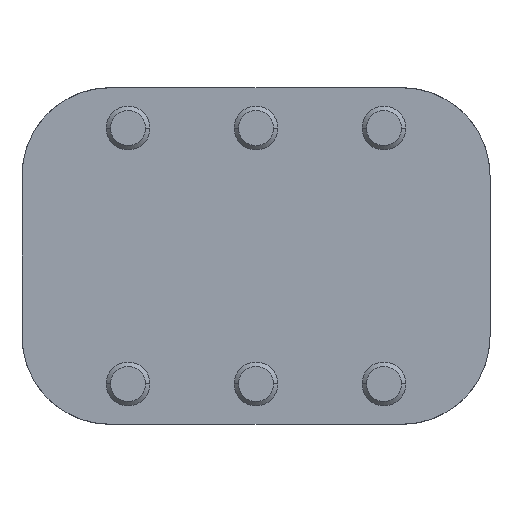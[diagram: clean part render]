
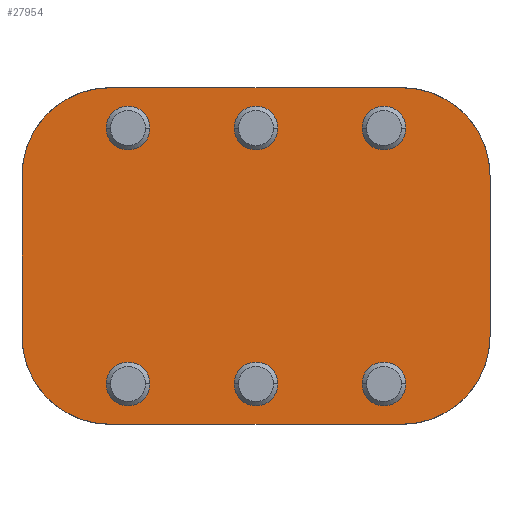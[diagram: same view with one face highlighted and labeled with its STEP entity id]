
A CAD part, front view. The second image highlights one B-rep face of the part: STEP entity #27954.
In plain terms, the highlighted planar face has unit normal (0, -1, 0).
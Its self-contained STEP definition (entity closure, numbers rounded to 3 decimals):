
#119=CARTESIAN_POINT('',(87.5,-100.,-87.5));
#120=DIRECTION('',(0.,1.,0.));
#121=DIRECTION('',(1.,0.,0.));
#122=AXIS2_PLACEMENT_3D('',#119,#120,#121);
#124=CARTESIAN_POINT('',(87.5,-100.,-87.5));
#125=DIRECTION('',(0.,1.,0.));
#126=DIRECTION('',(-1.,0.,0.));
#127=AXIS2_PLACEMENT_3D('',#124,#125,#126);
#129=CARTESIAN_POINT('',(0.,-100.,-87.5));
#130=DIRECTION('',(0.,1.,0.));
#131=DIRECTION('',(1.,0.,0.));
#132=AXIS2_PLACEMENT_3D('',#129,#130,#131);
#134=CARTESIAN_POINT('',(0.,-100.,-87.5));
#135=DIRECTION('',(0.,1.,0.));
#136=DIRECTION('',(-1.,0.,0.));
#137=AXIS2_PLACEMENT_3D('',#134,#135,#136);
#139=CARTESIAN_POINT('',(-87.5,-100.,-87.5));
#140=DIRECTION('',(0.,1.,0.));
#141=DIRECTION('',(1.,0.,0.));
#142=AXIS2_PLACEMENT_3D('',#139,#140,#141);
#144=CARTESIAN_POINT('',(-87.5,-100.,-87.5));
#145=DIRECTION('',(0.,1.,0.));
#146=DIRECTION('',(-1.,0.,0.));
#147=AXIS2_PLACEMENT_3D('',#144,#145,#146);
#149=CARTESIAN_POINT('',(-87.5,-100.,87.5));
#150=DIRECTION('',(0.,-1.,0.));
#151=DIRECTION('',(1.,0.,0.));
#152=AXIS2_PLACEMENT_3D('',#149,#150,#151);
#154=CARTESIAN_POINT('',(-87.5,-100.,87.5));
#155=DIRECTION('',(0.,-1.,0.));
#156=DIRECTION('',(-1.,0.,0.));
#157=AXIS2_PLACEMENT_3D('',#154,#155,#156);
#159=CARTESIAN_POINT('',(0.,-100.,87.5));
#160=DIRECTION('',(0.,-1.,0.));
#161=DIRECTION('',(1.,0.,0.));
#162=AXIS2_PLACEMENT_3D('',#159,#160,#161);
#164=CARTESIAN_POINT('',(0.,-100.,87.5));
#165=DIRECTION('',(0.,-1.,0.));
#166=DIRECTION('',(-1.,0.,0.));
#167=AXIS2_PLACEMENT_3D('',#164,#165,#166);
#169=CARTESIAN_POINT('',(87.5,-100.,87.5));
#170=DIRECTION('',(0.,-1.,0.));
#171=DIRECTION('',(1.,0.,0.));
#172=AXIS2_PLACEMENT_3D('',#169,#170,#171);
#174=CARTESIAN_POINT('',(87.5,-100.,87.5));
#175=DIRECTION('',(0.,-1.,0.));
#176=DIRECTION('',(-1.,0.,0.));
#177=AXIS2_PLACEMENT_3D('',#174,#175,#176);
#179=CARTESIAN_POINT('',(100.,-100.,-55.));
#180=DIRECTION('',(0.,1.,0.));
#181=DIRECTION('',(1.,0.,0.));
#182=AXIS2_PLACEMENT_3D('',#179,#180,#181);
#184=DIRECTION('',(1.,0.,0.));
#185=VECTOR('',#184,200.);
#186=CARTESIAN_POINT('',(-100.,-100.,-115.));
#187=LINE('',#186,#185);
#188=CARTESIAN_POINT('',(-100.,-100.,-55.));
#189=DIRECTION('',(0.,-1.,0.));
#190=DIRECTION('',(-1.,0.,0.));
#191=AXIS2_PLACEMENT_3D('',#188,#189,#190);
#193=CARTESIAN_POINT('',(-100.,-100.,55.));
#194=DIRECTION('',(0.,1.,0.));
#195=DIRECTION('',(-1.,0.,0.));
#196=AXIS2_PLACEMENT_3D('',#193,#194,#195);
#198=DIRECTION('',(1.,0.,0.));
#199=VECTOR('',#198,200.);
#200=CARTESIAN_POINT('',(-100.,-100.,115.));
#201=LINE('',#200,#199);
#202=CARTESIAN_POINT('',(100.,-100.,55.));
#203=DIRECTION('',(0.,-1.,0.));
#204=DIRECTION('',(1.,0.,0.));
#205=AXIS2_PLACEMENT_3D('',#202,#203,#204);
#435=DIRECTION('',(0.,0.,1.));
#436=VECTOR('',#435,110.);
#437=CARTESIAN_POINT('',(160.,-100.,-55.));
#438=LINE('',#437,#436);
#2977=DIRECTION('',(0.,0.,-1.));
#2978=VECTOR('',#2977,110.);
#2979=CARTESIAN_POINT('',(-160.,-100.,55.));
#2980=LINE('',#2979,#2978);
#24569=CARTESIAN_POINT('',(-72.5,-100.,87.5));
#24570=CARTESIAN_POINT('',(-102.5,-100.,87.5));
#24571=VERTEX_POINT('',#24569);
#24572=VERTEX_POINT('',#24570);
#24573=CARTESIAN_POINT('',(15.,-100.,87.5));
#24574=CARTESIAN_POINT('',(-15.,-100.,87.5));
#24575=VERTEX_POINT('',#24573);
#24576=VERTEX_POINT('',#24574);
#24577=CARTESIAN_POINT('',(102.5,-100.,87.5));
#24578=CARTESIAN_POINT('',(72.5,-100.,87.5));
#24579=VERTEX_POINT('',#24577);
#24580=VERTEX_POINT('',#24578);
#27087=CARTESIAN_POINT('',(-72.5,-100.,-87.5));
#27088=CARTESIAN_POINT('',(-102.5,-100.,-87.5));
#27089=VERTEX_POINT('',#27087);
#27090=VERTEX_POINT('',#27088);
#27091=CARTESIAN_POINT('',(15.,-100.,-87.5));
#27092=CARTESIAN_POINT('',(-15.,-100.,-87.5));
#27093=VERTEX_POINT('',#27091);
#27094=VERTEX_POINT('',#27092);
#27095=CARTESIAN_POINT('',(102.5,-100.,-87.5));
#27096=CARTESIAN_POINT('',(72.5,-100.,-87.5));
#27097=VERTEX_POINT('',#27095);
#27098=VERTEX_POINT('',#27096);
#27191=CARTESIAN_POINT('',(160.,-100.,55.));
#27193=VERTEX_POINT('',#27191);
#27195=CARTESIAN_POINT('',(100.,-100.,115.));
#27196=VERTEX_POINT('',#27195);
#27197=CARTESIAN_POINT('',(-160.,-100.,55.));
#27199=VERTEX_POINT('',#27197);
#27201=CARTESIAN_POINT('',(-100.,-100.,115.));
#27202=VERTEX_POINT('',#27201);
#27287=CARTESIAN_POINT('',(160.,-100.,-55.));
#27289=VERTEX_POINT('',#27287);
#27291=CARTESIAN_POINT('',(100.,-100.,-115.));
#27292=VERTEX_POINT('',#27291);
#27309=CARTESIAN_POINT('',(-160.,-100.,-55.));
#27311=VERTEX_POINT('',#27309);
#27313=CARTESIAN_POINT('',(-100.,-100.,-115.));
#27314=VERTEX_POINT('',#27313);
#27897=CARTESIAN_POINT('',(0.,-100.,0.));
#27898=DIRECTION('',(0.,-1.,0.));
#27899=DIRECTION('',(1.,0.,0.));
#27900=AXIS2_PLACEMENT_3D('',#27897,#27898,#27899);
#27901=PLANE('',#27900);
#27903=ORIENTED_EDGE('',*,*,#27902,.F.);
#27905=ORIENTED_EDGE('',*,*,#27904,.T.);
#27907=ORIENTED_EDGE('',*,*,#27906,.F.);
#27909=ORIENTED_EDGE('',*,*,#27908,.F.);
#27911=ORIENTED_EDGE('',*,*,#27910,.F.);
#27912=ORIENTED_EDGE('',*,*,#27886,.T.);
#27913=ORIENTED_EDGE('',*,*,#27793,.T.);
#27915=ORIENTED_EDGE('',*,*,#27914,.F.);
#27916=EDGE_LOOP('',(#27903,#27905,#27907,#27909,#27911,#27912,#27913,#27915));
#27917=FACE_OUTER_BOUND('',#27916,.F.);
#27919=ORIENTED_EDGE('',*,*,#27918,.F.);
#27921=ORIENTED_EDGE('',*,*,#27920,.F.);
#27922=EDGE_LOOP('',(#27919,#27921));
#27923=FACE_BOUND('',#27922,.F.);
#27925=ORIENTED_EDGE('',*,*,#27924,.F.);
#27927=ORIENTED_EDGE('',*,*,#27926,.F.);
#27928=EDGE_LOOP('',(#27925,#27927));
#27929=FACE_BOUND('',#27928,.F.);
#27931=ORIENTED_EDGE('',*,*,#27930,.F.);
#27933=ORIENTED_EDGE('',*,*,#27932,.F.);
#27934=EDGE_LOOP('',(#27931,#27933));
#27935=FACE_BOUND('',#27934,.F.);
#27937=ORIENTED_EDGE('',*,*,#27936,.T.);
#27939=ORIENTED_EDGE('',*,*,#27938,.T.);
#27940=EDGE_LOOP('',(#27937,#27939));
#27941=FACE_BOUND('',#27940,.F.);
#27943=ORIENTED_EDGE('',*,*,#27942,.T.);
#27945=ORIENTED_EDGE('',*,*,#27944,.T.);
#27946=EDGE_LOOP('',(#27943,#27945));
#27947=FACE_BOUND('',#27946,.F.);
#27949=ORIENTED_EDGE('',*,*,#27948,.T.);
#27951=ORIENTED_EDGE('',*,*,#27950,.T.);
#27952=EDGE_LOOP('',(#27949,#27951));
#27953=FACE_BOUND('',#27952,.F.);
#27954=ADVANCED_FACE('',(#27917,#27923,#27929,#27935,#27941,#27947,#27953),
#27901,.T.);
#123=CIRCLE('',#122,15.);
#128=CIRCLE('',#127,15.);
#133=CIRCLE('',#132,15.);
#138=CIRCLE('',#137,15.);
#143=CIRCLE('',#142,15.);
#148=CIRCLE('',#147,15.);
#153=CIRCLE('',#152,15.);
#158=CIRCLE('',#157,15.);
#163=CIRCLE('',#162,15.);
#168=CIRCLE('',#167,15.);
#173=CIRCLE('',#172,15.);
#178=CIRCLE('',#177,15.);
#183=CIRCLE('',#182,60.);
#192=CIRCLE('',#191,60.);
#197=CIRCLE('',#196,60.);
#206=CIRCLE('',#205,60.);
#27793=EDGE_CURVE('',#27202,#27196,#201,.T.);
#27886=EDGE_CURVE('',#27199,#27202,#197,.T.);
#27902=EDGE_CURVE('',#27289,#27193,#438,.T.);
#27904=EDGE_CURVE('',#27289,#27292,#183,.T.);
#27906=EDGE_CURVE('',#27314,#27292,#187,.T.);
#27908=EDGE_CURVE('',#27311,#27314,#192,.T.);
#27910=EDGE_CURVE('',#27199,#27311,#2980,.T.);
#27914=EDGE_CURVE('',#27193,#27196,#206,.T.);
#27918=EDGE_CURVE('',#27097,#27098,#123,.T.);
#27920=EDGE_CURVE('',#27098,#27097,#128,.T.);
#27924=EDGE_CURVE('',#27093,#27094,#133,.T.);
#27926=EDGE_CURVE('',#27094,#27093,#138,.T.);
#27930=EDGE_CURVE('',#27089,#27090,#143,.T.);
#27932=EDGE_CURVE('',#27090,#27089,#148,.T.);
#27936=EDGE_CURVE('',#24571,#24572,#153,.T.);
#27938=EDGE_CURVE('',#24572,#24571,#158,.T.);
#27942=EDGE_CURVE('',#24575,#24576,#163,.T.);
#27944=EDGE_CURVE('',#24576,#24575,#168,.T.);
#27948=EDGE_CURVE('',#24579,#24580,#173,.T.);
#27950=EDGE_CURVE('',#24580,#24579,#178,.T.);
